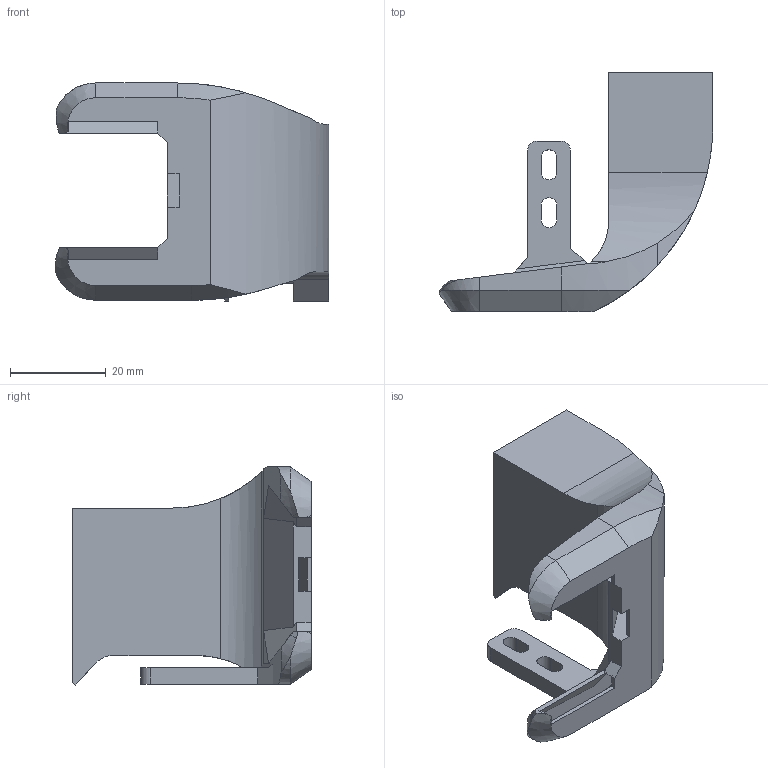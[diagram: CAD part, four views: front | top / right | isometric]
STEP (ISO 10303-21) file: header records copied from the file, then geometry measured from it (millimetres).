
FILE_DESCRIPTION((''),'2;1');
FILE_NAME('NOZZLE2','2021-03-02T15:21:00',('XA'),(''),'','');
FILE_SCHEMA(('CONFIG_CONTROL_DESIGN'));
Length unit declared in the file: millimetre
Products named in the file (1): NOZZLE2
Bounding box: 57.28 x 50 x 45.66 mm (x, y, z)
Volume: 7231 mm3; surface area: 15334.3 mm2
Topology: 1 solids, 1 shells, 143 faces, 422 edges, 272 vertices
Faces by surface type: plane 102, cylinder 27, cone 10, bspline 4
Entity records: 5050 total; most frequent: CARTESIAN_POINT 1329, ORIENTED_EDGE 844, DIRECTION 661, EDGE_CURVE 422, VECTOR 283, LINE 283, VERTEX_POINT 272, AXIS2_PLACEMENT_3D 189
